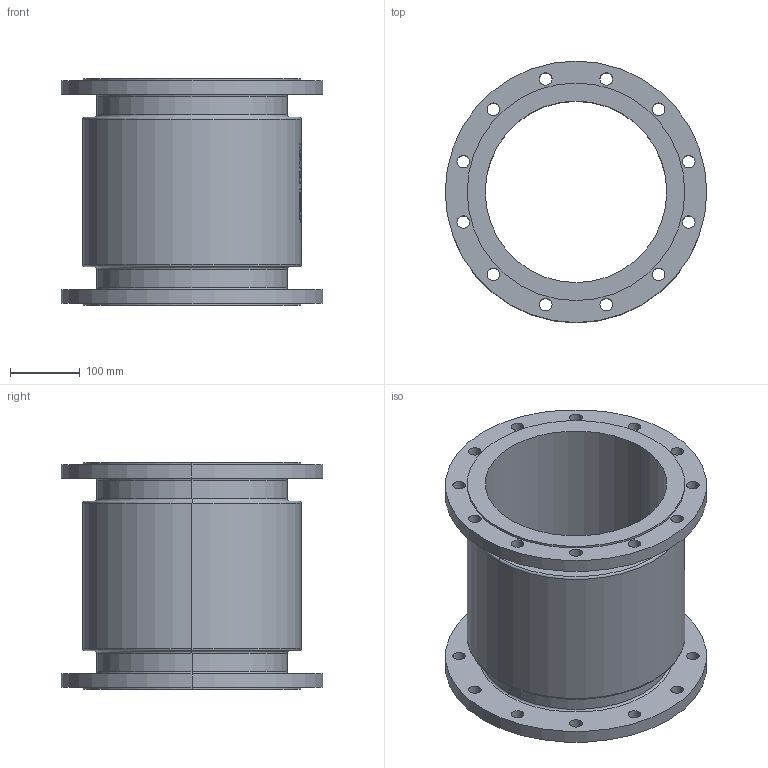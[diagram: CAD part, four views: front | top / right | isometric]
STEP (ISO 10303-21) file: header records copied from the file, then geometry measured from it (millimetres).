
FILE_DESCRIPTION (( 'STEP AP214' ), '1' );
FILE_NAME ('7120000_DN250_PN06_1328247.STEP', '2022-02-23T10:31:13', ( 'axxx' ), ( 'Hewlett-Packard Company' ), 'SwSTEP 2.0', 'SolidWorks 2019', '' );
FILE_SCHEMA (( 'AUTOMOTIVE_DESIGN' ));
Length unit declared in the file: millimetre
Products named in the file (1): 7120000_DN250_PN06_1328247
Bounding box: 375 x 375 x 325 mm (x, y, z)
Volume: 7637451.4 mm3; surface area: 852035.6 mm2
Topology: 1 solids, 1 shells, 565 faces, 1476 edges, 980 vertices
Faces by surface type: plane 241, bspline 228, cylinder 84, torus 12
Entity records: 31543 total; most frequent: CARTESIAN_POINT 19000, ORIENTED_EDGE 2952, DIRECTION 1861, EDGE_CURVE 1476, VERTEX_POINT 980, LINE 763, VECTOR 763, EDGE_LOOP 682
